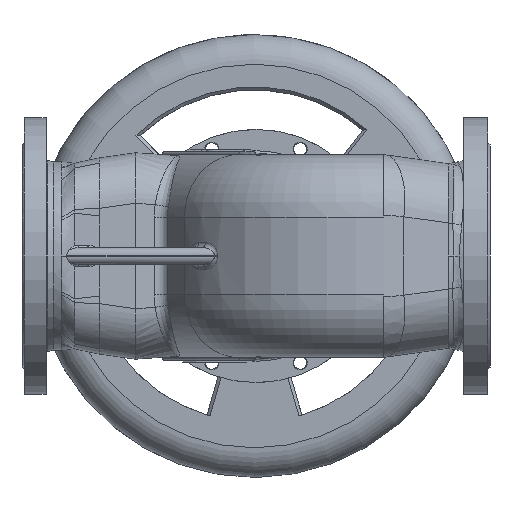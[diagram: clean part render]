
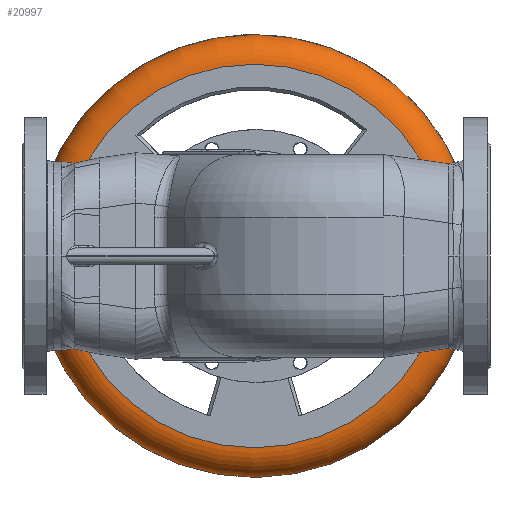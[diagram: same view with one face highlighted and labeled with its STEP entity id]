
A CAD part, front view. The second image highlights one B-rep face of the part: STEP entity #20997.
In plain terms, the highlighted toroidal (fillet/blend) face has major radius 401.715 mm and minor radius 61.802 mm.
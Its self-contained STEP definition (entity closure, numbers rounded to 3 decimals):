
#275=TOROIDAL_SURFACE('',#22223,401.715,61.802);
#1587=FACE_OUTER_BOUND('',#2719,.T.);
#2719=EDGE_LOOP('',(#14783,#14784,#14785,#14786,#14787));
#8509=CIRCLE('',#22153,401.715);
#8541=CIRCLE('',#22220,463.517);
#8542=CIRCLE('',#22221,463.517);
#8543=CIRCLE('',#22224,61.802);
#9066=VERTEX_POINT('',#29996);
#9121=VERTEX_POINT('',#33958);
#9122=VERTEX_POINT('',#33960);
#11231=EDGE_CURVE('',#9066,#9066,#8509,.T.);
#11317=EDGE_CURVE('',#9122,#9121,#8541,.T.);
#11318=EDGE_CURVE('',#9121,#9122,#8542,.T.);
#11320=EDGE_CURVE('',#9066,#9122,#8543,.T.);
#14783=ORIENTED_EDGE('',*,*,#11231,.T.);
#14784=ORIENTED_EDGE('',*,*,#11320,.T.);
#14785=ORIENTED_EDGE('',*,*,#11317,.T.);
#14786=ORIENTED_EDGE('',*,*,#11318,.T.);
#14787=ORIENTED_EDGE('',*,*,#11320,.F.);
#20997=ADVANCED_FACE('',(#1587),#275,.T.);
#22153=AXIS2_PLACEMENT_3D('',#29997,#23931,#23932);
#22220=AXIS2_PLACEMENT_3D('',#33961,#24084,#24085);
#22221=AXIS2_PLACEMENT_3D('',#33962,#24086,#24087);
#22223=AXIS2_PLACEMENT_3D('',#33965,#24091,#24092);
#22224=AXIS2_PLACEMENT_3D('',#33966,#24093,#24094);
#23931=DIRECTION('center_axis',(0.,1.,0.));
#23932=DIRECTION('ref_axis',(1.,0.,0.));
#24084=DIRECTION('center_axis',(0.,-1.,0.));
#24085=DIRECTION('ref_axis',(1.,0.,0.));
#24086=DIRECTION('center_axis',(0.,-1.,0.));
#24087=DIRECTION('ref_axis',(1.,0.,0.));
#24091=DIRECTION('center_axis',(0.,-1.,0.));
#24092=DIRECTION('ref_axis',(1.,0.,0.));
#24093=DIRECTION('center_axis',(0.,0.,
-1.));
#24094=DIRECTION('ref_axis',(-1.,0.,0.));
#29996=CARTESIAN_POINT('',(4606.572,3095.935,-3206.64));
#29997=CARTESIAN_POINT('Origin',(5008.287,3095.935,-3206.64));
#33958=CARTESIAN_POINT('',(5471.804,3157.737,-3206.64));
#33960=CARTESIAN_POINT('',(4544.77,3157.737,-3206.64));
#33961=CARTESIAN_POINT('Origin',(5008.287,3157.737,-3206.64));
#33962=CARTESIAN_POINT('Origin',(5008.287,3157.737,-3206.64));
#33965=CARTESIAN_POINT('Origin',(5008.287,3157.737,-3206.64));
#33966=CARTESIAN_POINT('Origin',(4606.572,3157.737,-3206.64));
